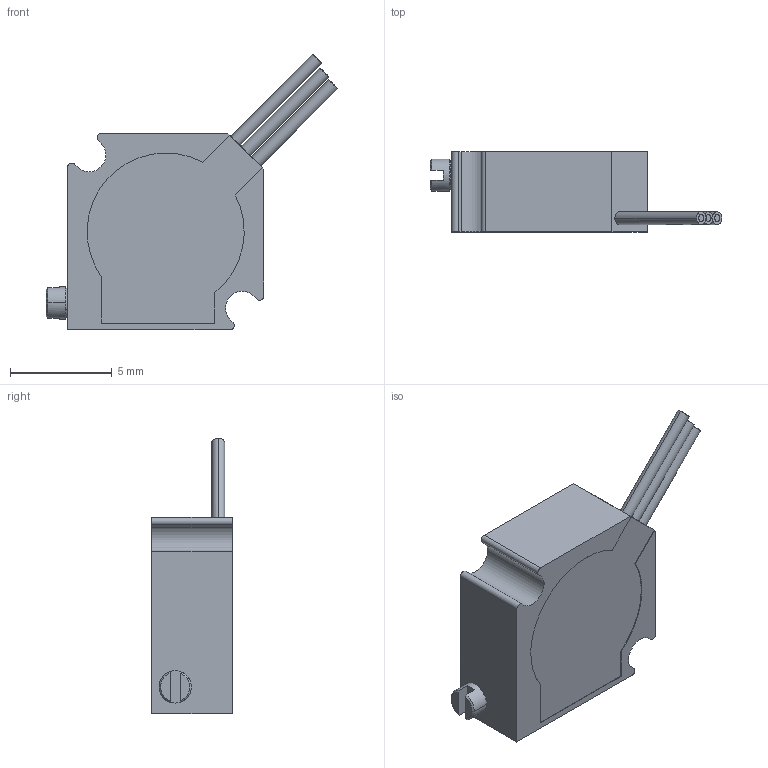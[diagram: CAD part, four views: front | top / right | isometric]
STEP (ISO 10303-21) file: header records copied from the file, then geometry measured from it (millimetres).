
FILE_DESCRIPTION((''),'2;1');
FILE_NAME('3292L','2009-07-21T',('perryw1'),('Bourns, Inc.'),'PRO/ENGINEER BY PARAMETRIC TECHNOLOGY CORPORATION, 2001200','PRO/ENGINEER BY PARAMETRIC TECHNOLOGY CORPORATION, 2001200','');
FILE_SCHEMA(('CONFIG_CONTROL_DESIGN'));
Length unit declared in the file: inch
Products named in the file (1): 3292L
Bounding box: 14.32 x 3.94 x 13.54 mm (x, y, z)
Volume: 341.6 mm3; surface area: 367.9 mm2
Topology: 1 solids, 1 shells, 684 faces, 1942 edges, 1294 vertices
Faces by surface type: plane 650, cylinder 30, cone 4
Entity records: 21882 total; most frequent: CARTESIAN_POINT 3984, ORIENTED_EDGE 3884, DIRECTION 3366, EDGE_CURVE 1942, VECTOR 1870, LINE 1870, VERTEX_POINT 1294, AXIS2_PLACEMENT_3D 748
